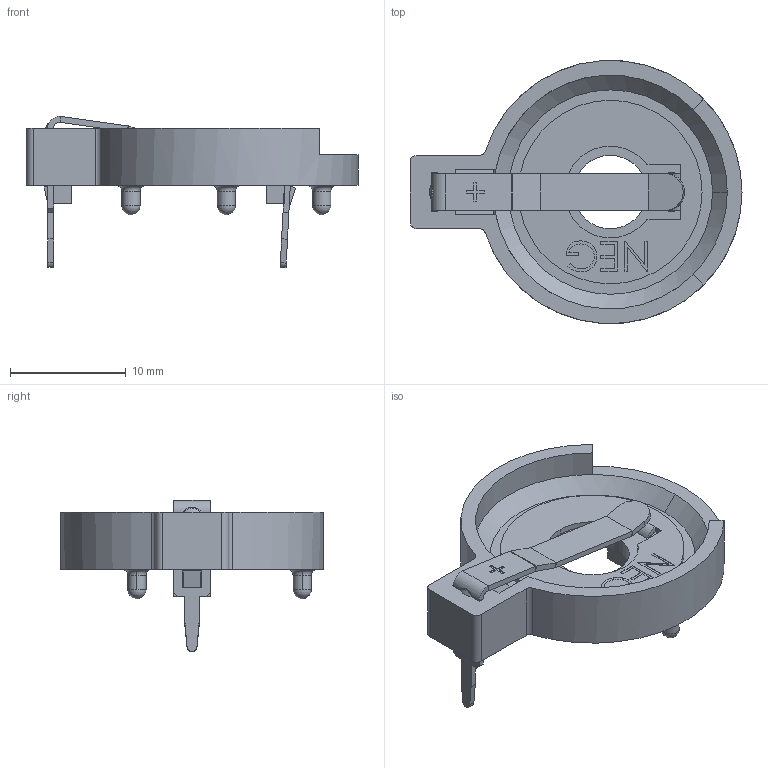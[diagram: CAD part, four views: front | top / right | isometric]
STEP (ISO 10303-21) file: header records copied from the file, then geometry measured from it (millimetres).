
FILE_DESCRIPTION(('FreeCAD Model'),'2;1');
FILE_NAME( '103002_sp.step', '2018-06-20T10:14:08',('kicad StepUp'),('ksu MCAD'), 'Open CASCADE STEP processor 6.8','FreeCAD','Unknown');
FILE_SCHEMA(('AUTOMOTIVE_DESIGN_CC2 { 1 2 10303 214 -1 1 5 4 }'));
Length unit declared in the file: millimetre
Products named in the file (1): 103002_sp
Bounding box: 28.7 x 22.71 x 13.07 mm (x, y, z)
Volume: 1154.3 mm3; surface area: 2039.8 mm2
Topology: 1 solids, 2 shells, 224 faces, 597 edges, 372 vertices
Faces by surface type: plane 159, cylinder 37, torus 10, bspline 9, sphere 7, cone 2
Entity records: 9092 total; most frequent: CARTESIAN_POINT 1913, ORIENTED_EDGE 1194, DIRECTION 1123, EDGE_CURVE 594, LINE 449, VECTOR 449, VERTEX_POINT 372, AXIS2_PLACEMENT_3D 337
